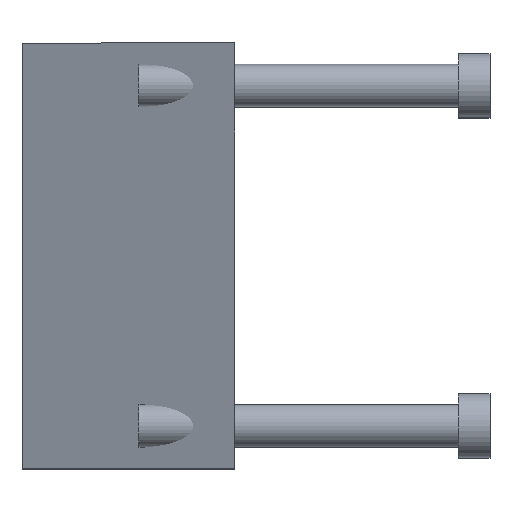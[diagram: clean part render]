
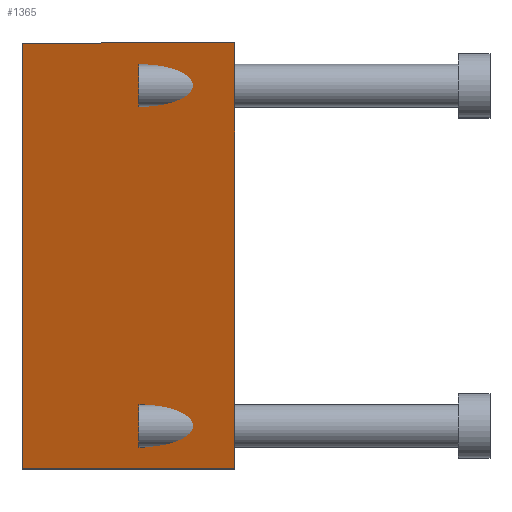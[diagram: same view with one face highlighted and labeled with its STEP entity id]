
A CAD part, top view. The second image highlights one B-rep face of the part: STEP entity #1365.
In plain terms, the highlighted planar face has unit normal (-0.375, 0, 0.927).
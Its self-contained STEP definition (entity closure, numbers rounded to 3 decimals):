
#257 = PLANE('',#258);
#258 = AXIS2_PLACEMENT_3D('',#259,#260,#261);
#259 = CARTESIAN_POINT('',(-1.,-20.,-20.));
#260 = DIRECTION('',(1.,0.,0.));
#261 = DIRECTION('',(0.,0.,1.));
#509 = VERTEX_POINT('',#510);
#510 = CARTESIAN_POINT('',(-1.,20.,19.581));
#524 = PLANE('',#525);
#525 = AXIS2_PLACEMENT_3D('',#526,#527,#528);
#526 = CARTESIAN_POINT('',(-21.,20.,-20.));
#527 = DIRECTION('',(0.,1.,0.));
#528 = DIRECTION('',(0.,0.,1.));
#536 = EDGE_CURVE('',#509,#537,#539,.T.);
#537 = VERTEX_POINT('',#538);
#538 = CARTESIAN_POINT('',(-1.,-20.,19.581));
#539 = SURFACE_CURVE('',#540,(#544,#550),.PCURVE_S1.);
#540 = LINE('',#541,#542);
#541 = CARTESIAN_POINT('',(-1.,-20.,19.581));
#542 = VECTOR('',#543,1.);
#543 = DIRECTION('',(0.,-1.,0.));
#544 = PCURVE('',#257,#545);
#545 = DEFINITIONAL_REPRESENTATION('',(#546),#549);
#546 = B_SPLINE_CURVE_WITH_KNOTS('',1,(#547,#548),.UNSPECIFIED.,.F.,.F.,
  (2,2),(-40.,0.),.PIECEWISE_BEZIER_KNOTS.);
#547 = CARTESIAN_POINT('',(39.581,-40.));
#548 = CARTESIAN_POINT('',(39.581,0.));
#549 = ( GEOMETRIC_REPRESENTATION_CONTEXT(2) 
PARAMETRIC_REPRESENTATION_CONTEXT() REPRESENTATION_CONTEXT('2D SPACE',''
  ) );
#550 = PCURVE('',#551,#556);
#551 = PLANE('',#552);
#552 = AXIS2_PLACEMENT_3D('',#553,#554,#555);
#553 = CARTESIAN_POINT('',(-21.,-20.,11.5));
#554 = DIRECTION('',(-0.375,0.,0.927));
#555 = DIRECTION('',(0.927,0.,0.375));
#556 = DEFINITIONAL_REPRESENTATION('',(#557),#560);
#557 = B_SPLINE_CURVE_WITH_KNOTS('',1,(#558,#559),.UNSPECIFIED.,.F.,.F.,
  (2,2),(-40.,0.),.PIECEWISE_BEZIER_KNOTS.);
#558 = CARTESIAN_POINT('',(21.571,40.));
#559 = CARTESIAN_POINT('',(21.571,0.));
#560 = ( GEOMETRIC_REPRESENTATION_CONTEXT(2) 
PARAMETRIC_REPRESENTATION_CONTEXT() REPRESENTATION_CONTEXT('2D SPACE',''
  ) );
#578 = PLANE('',#579);
#579 = AXIS2_PLACEMENT_3D('',#580,#581,#582);
#580 = CARTESIAN_POINT('',(-21.,-20.,-20.));
#581 = DIRECTION('',(0.,1.,0.));
#582 = DIRECTION('',(0.,0.,1.));
#862 = PLANE('',#863);
#863 = AXIS2_PLACEMENT_3D('',#864,#865,#866);
#864 = CARTESIAN_POINT('',(-21.,-20.,-20.));
#865 = DIRECTION('',(1.,0.,0.));
#866 = DIRECTION('',(0.,0.,1.));
#1227 = PLANE('',#1228);
#1228 = AXIS2_PLACEMENT_3D('',#1229,#1230,#1231);
#1229 = CARTESIAN_POINT('',(-21.,-20.,13.5));
#1230 = DIRECTION('',(0.,1.,0.));
#1231 = DIRECTION('',(0.,0.,1.));
#1323 = VERTEX_POINT('',#1324);
#1324 = CARTESIAN_POINT('',(-1.199,-20.,19.5));
#1345 = EDGE_CURVE('',#1323,#537,#1346,.T.);
#1346 = SURFACE_CURVE('',#1347,(#1351,#1358),.PCURVE_S1.);
#1347 = LINE('',#1348,#1349);
#1348 = CARTESIAN_POINT('',(-21.,-20.,11.5));
#1349 = VECTOR('',#1350,1.);
#1350 = DIRECTION('',(0.927,0.,0.375));
#1351 = PCURVE('',#578,#1352);
#1352 = DEFINITIONAL_REPRESENTATION('',(#1353),#1357);
#1353 = LINE('',#1354,#1355);
#1354 = CARTESIAN_POINT('',(31.5,0.));
#1355 = VECTOR('',#1356,1.);
#1356 = DIRECTION('',(0.375,0.927));
#1357 = ( GEOMETRIC_REPRESENTATION_CONTEXT(2) 
PARAMETRIC_REPRESENTATION_CONTEXT() REPRESENTATION_CONTEXT('2D SPACE',''
  ) );
#1358 = PCURVE('',#551,#1359);
#1359 = DEFINITIONAL_REPRESENTATION('',(#1360),#1364);
#1360 = LINE('',#1361,#1362);
#1361 = CARTESIAN_POINT('',(0.,0.));
#1362 = VECTOR('',#1363,1.);
#1363 = DIRECTION('',(1.,0.));
#1364 = ( GEOMETRIC_REPRESENTATION_CONTEXT(2) 
PARAMETRIC_REPRESENTATION_CONTEXT() REPRESENTATION_CONTEXT('2D SPACE',''
  ) );
#1365 = ADVANCED_FACE('',(#1366),#551,.T.);
#1366 = FACE_BOUND('',#1367,.T.);
#1367 = EDGE_LOOP('',(#1368,#1391,#1414,#1442,#1463,#1464));
#1368 = ORIENTED_EDGE('',*,*,#1369,.F.);
#1369 = EDGE_CURVE('',#1370,#509,#1372,.T.);
#1370 = VERTEX_POINT('',#1371);
#1371 = CARTESIAN_POINT('',(-21.,20.,11.5));
#1372 = SURFACE_CURVE('',#1373,(#1377,#1384),.PCURVE_S1.);
#1373 = LINE('',#1374,#1375);
#1374 = CARTESIAN_POINT('',(-21.,20.,11.5));
#1375 = VECTOR('',#1376,1.);
#1376 = DIRECTION('',(0.927,0.,0.375));
#1377 = PCURVE('',#551,#1378);
#1378 = DEFINITIONAL_REPRESENTATION('',(#1379),#1383);
#1379 = LINE('',#1380,#1381);
#1380 = CARTESIAN_POINT('',(0.,40.));
#1381 = VECTOR('',#1382,1.);
#1382 = DIRECTION('',(1.,0.));
#1383 = ( GEOMETRIC_REPRESENTATION_CONTEXT(2) 
PARAMETRIC_REPRESENTATION_CONTEXT() REPRESENTATION_CONTEXT('2D SPACE',''
  ) );
#1384 = PCURVE('',#524,#1385);
#1385 = DEFINITIONAL_REPRESENTATION('',(#1386),#1390);
#1386 = LINE('',#1387,#1388);
#1387 = CARTESIAN_POINT('',(31.5,0.));
#1388 = VECTOR('',#1389,1.);
#1389 = DIRECTION('',(0.375,0.927));
#1390 = ( GEOMETRIC_REPRESENTATION_CONTEXT(2) 
PARAMETRIC_REPRESENTATION_CONTEXT() REPRESENTATION_CONTEXT('2D SPACE',''
  ) );
#1391 = ORIENTED_EDGE('',*,*,#1392,.F.);
#1392 = EDGE_CURVE('',#1393,#1370,#1395,.T.);
#1393 = VERTEX_POINT('',#1394);
#1394 = CARTESIAN_POINT('',(-21.,-20.,11.5));
#1395 = SURFACE_CURVE('',#1396,(#1400,#1407),.PCURVE_S1.);
#1396 = LINE('',#1397,#1398);
#1397 = CARTESIAN_POINT('',(-21.,-20.,11.5));
#1398 = VECTOR('',#1399,1.);
#1399 = DIRECTION('',(0.,1.,0.));
#1400 = PCURVE('',#551,#1401);
#1401 = DEFINITIONAL_REPRESENTATION('',(#1402),#1406);
#1402 = LINE('',#1403,#1404);
#1403 = CARTESIAN_POINT('',(0.,0.));
#1404 = VECTOR('',#1405,1.);
#1405 = DIRECTION('',(0.,1.));
#1406 = ( GEOMETRIC_REPRESENTATION_CONTEXT(2) 
PARAMETRIC_REPRESENTATION_CONTEXT() REPRESENTATION_CONTEXT('2D SPACE',''
  ) );
#1407 = PCURVE('',#862,#1408);
#1408 = DEFINITIONAL_REPRESENTATION('',(#1409),#1413);
#1409 = LINE('',#1410,#1411);
#1410 = CARTESIAN_POINT('',(31.5,0.));
#1411 = VECTOR('',#1412,1.);
#1412 = DIRECTION('',(0.,-1.));
#1413 = ( GEOMETRIC_REPRESENTATION_CONTEXT(2) 
PARAMETRIC_REPRESENTATION_CONTEXT() REPRESENTATION_CONTEXT('2D SPACE',''
  ) );
#1414 = ORIENTED_EDGE('',*,*,#1415,.T.);
#1415 = EDGE_CURVE('',#1393,#1416,#1418,.T.);
#1416 = VERTEX_POINT('',#1417);
#1417 = CARTESIAN_POINT('',(-16.05,-20.,13.5));
#1418 = SURFACE_CURVE('',#1419,(#1423,#1430),.PCURVE_S1.);
#1419 = LINE('',#1420,#1421);
#1420 = CARTESIAN_POINT('',(-21.,-20.,11.5));
#1421 = VECTOR('',#1422,1.);
#1422 = DIRECTION('',(0.927,0.,0.375));
#1423 = PCURVE('',#551,#1424);
#1424 = DEFINITIONAL_REPRESENTATION('',(#1425),#1429);
#1425 = LINE('',#1426,#1427);
#1426 = CARTESIAN_POINT('',(0.,0.));
#1427 = VECTOR('',#1428,1.);
#1428 = DIRECTION('',(1.,0.));
#1429 = ( GEOMETRIC_REPRESENTATION_CONTEXT(2) 
PARAMETRIC_REPRESENTATION_CONTEXT() REPRESENTATION_CONTEXT('2D SPACE',''
  ) );
#1430 = PCURVE('',#1431,#1436);
#1431 = PLANE('',#1432);
#1432 = AXIS2_PLACEMENT_3D('',#1433,#1434,#1435);
#1433 = CARTESIAN_POINT('',(-21.,-20.,-20.));
#1434 = DIRECTION('',(0.,1.,0.));
#1435 = DIRECTION('',(0.,0.,1.));
#1436 = DEFINITIONAL_REPRESENTATION('',(#1437),#1441);
#1437 = LINE('',#1438,#1439);
#1438 = CARTESIAN_POINT('',(31.5,0.));
#1439 = VECTOR('',#1440,1.);
#1440 = DIRECTION('',(0.375,0.927));
#1441 = ( GEOMETRIC_REPRESENTATION_CONTEXT(2) 
PARAMETRIC_REPRESENTATION_CONTEXT() REPRESENTATION_CONTEXT('2D SPACE',''
  ) );
#1442 = ORIENTED_EDGE('',*,*,#1443,.T.);
#1443 = EDGE_CURVE('',#1416,#1323,#1444,.T.);
#1444 = SURFACE_CURVE('',#1445,(#1449,#1456),.PCURVE_S1.);
#1445 = LINE('',#1446,#1447);
#1446 = CARTESIAN_POINT('',(-21.,-20.,11.5));
#1447 = VECTOR('',#1448,1.);
#1448 = DIRECTION('',(0.927,0.,0.375));
#1449 = PCURVE('',#551,#1450);
#1450 = DEFINITIONAL_REPRESENTATION('',(#1451),#1455);
#1451 = LINE('',#1452,#1453);
#1452 = CARTESIAN_POINT('',(0.,0.));
#1453 = VECTOR('',#1454,1.);
#1454 = DIRECTION('',(1.,0.));
#1455 = ( GEOMETRIC_REPRESENTATION_CONTEXT(2) 
PARAMETRIC_REPRESENTATION_CONTEXT() REPRESENTATION_CONTEXT('2D SPACE',''
  ) );
#1456 = PCURVE('',#1227,#1457);
#1457 = DEFINITIONAL_REPRESENTATION('',(#1458),#1462);
#1458 = LINE('',#1459,#1460);
#1459 = CARTESIAN_POINT('',(-2.,0.));
#1460 = VECTOR('',#1461,1.);
#1461 = DIRECTION('',(0.375,0.927));
#1462 = ( GEOMETRIC_REPRESENTATION_CONTEXT(2) 
PARAMETRIC_REPRESENTATION_CONTEXT() REPRESENTATION_CONTEXT('2D SPACE',''
  ) );
#1463 = ORIENTED_EDGE('',*,*,#1345,.T.);
#1464 = ORIENTED_EDGE('',*,*,#536,.F.);
